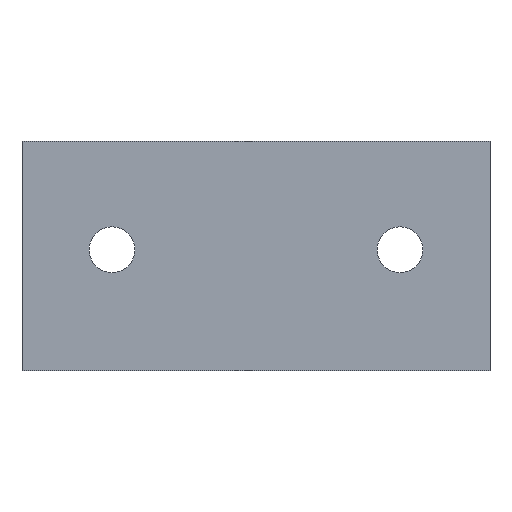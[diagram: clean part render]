
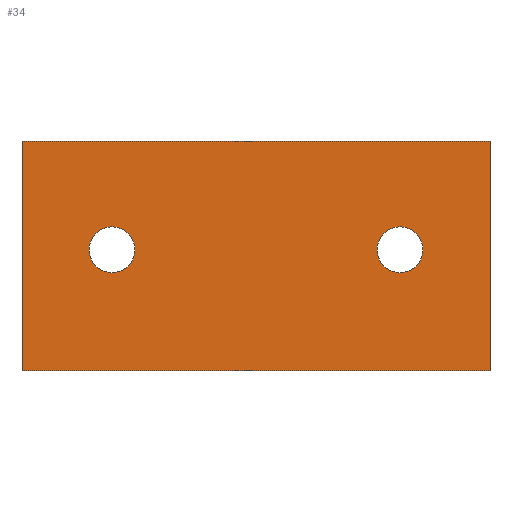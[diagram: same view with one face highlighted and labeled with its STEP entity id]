
A CAD part, front view. The second image highlights one B-rep face of the part: STEP entity #34.
In plain terms, the highlighted planar face has unit normal (0, -1, 0).
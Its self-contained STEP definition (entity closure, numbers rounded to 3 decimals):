
#34 = ADVANCED_FACE( '', ( #69, #70, #71 ), #72, .T. );
#69 = FACE_BOUND( '', #106, .T. );
#70 = FACE_BOUND( '', #107, .T. );
#71 = FACE_OUTER_BOUND( '', #108, .T. );
#72 = PLANE( '', #109 );
#106 = EDGE_LOOP( '', ( #139 ) );
#107 = EDGE_LOOP( '', ( #140 ) );
#108 = EDGE_LOOP( '', ( #141, #142, #143, #144 ) );
#109 = AXIS2_PLACEMENT_3D( '', #145, #146, #147 );
#139 = ORIENTED_EDGE( '', *, *, #197, .T. );
#140 = ORIENTED_EDGE( '', *, *, #200, .T. );
#141 = ORIENTED_EDGE( '', *, *, #201, .T. );
#142 = ORIENTED_EDGE( '', *, *, #202, .T. );
#143 = ORIENTED_EDGE( '', *, *, #203, .T. );
#144 = ORIENTED_EDGE( '', *, *, #204, .T. );
#145 = CARTESIAN_POINT( '', ( -35.75, 0., -17.5 ) );
#146 = DIRECTION( '', ( 0., -1., 0. ) );
#147 = DIRECTION( '', ( 0., 0., -1. ) );
#197 = EDGE_CURVE( '', #221, #221, #222, .T. );
#200 = EDGE_CURVE( '', #226, #226, #227, .T. );
#201 = EDGE_CURVE( '', #228, #229, #230, .T. );
#202 = EDGE_CURVE( '', #229, #231, #232, .T. );
#203 = EDGE_CURVE( '', #231, #233, #234, .T. );
#204 = EDGE_CURVE( '', #233, #228, #235, .T. );
#221 = VERTEX_POINT( '', #257 );
#222 = CIRCLE( '', #258, 3.5 );
#226 = VERTEX_POINT( '', #262 );
#227 = CIRCLE( '', #263, 3.5 );
#228 = VERTEX_POINT( '', #264 );
#229 = VERTEX_POINT( '', #265 );
#230 = LINE( '', #266, #267 );
#231 = VERTEX_POINT( '', #268 );
#232 = LINE( '', #269, #270 );
#233 = VERTEX_POINT( '', #271 );
#234 = LINE( '', #272, #273 );
#235 = LINE( '', #274, #275 );
#257 = CARTESIAN_POINT( '', ( -22., 0., -2.55 ) );
#258 = AXIS2_PLACEMENT_3D( '', #304, #305, #306 );
#262 = CARTESIAN_POINT( '', ( 22., 0., -2.55 ) );
#263 = AXIS2_PLACEMENT_3D( '', #310, #311, #312 );
#264 = CARTESIAN_POINT( '', ( -35.75, 0., 17.5 ) );
#265 = CARTESIAN_POINT( '', ( -35.75, 0., -17.5 ) );
#266 = CARTESIAN_POINT( '', ( -35.75, 0., 17.5 ) );
#267 = VECTOR( '', #313, 1000. );
#268 = CARTESIAN_POINT( '', ( 35.75, 0., -17.5 ) );
#269 = CARTESIAN_POINT( '', ( -35.75, 0., -17.5 ) );
#270 = VECTOR( '', #314, 1000. );
#271 = CARTESIAN_POINT( '', ( 35.75, 0., 17.5 ) );
#272 = CARTESIAN_POINT( '', ( 35.75, 0., -17.5 ) );
#273 = VECTOR( '', #315, 1000. );
#274 = CARTESIAN_POINT( '', ( 35.75, 0., 17.5 ) );
#275 = VECTOR( '', #316, 1000. );
#304 = CARTESIAN_POINT( '', ( -22., 0., 0.95 ) );
#305 = DIRECTION( '', ( 0., 1., 0. ) );
#306 = DIRECTION( '', ( 0., 0., -1. ) );
#310 = CARTESIAN_POINT( '', ( 22., 0., 0.95 ) );
#311 = DIRECTION( '', ( 0., 1., 0. ) );
#312 = DIRECTION( '', ( 0., 0., -1. ) );
#313 = DIRECTION( '', ( 0., 0., -1. ) );
#314 = DIRECTION( '', ( 1., 0., 0. ) );
#315 = DIRECTION( '', ( 0., 0., 1. ) );
#316 = DIRECTION( '', ( -1., 0., 0. ) );
